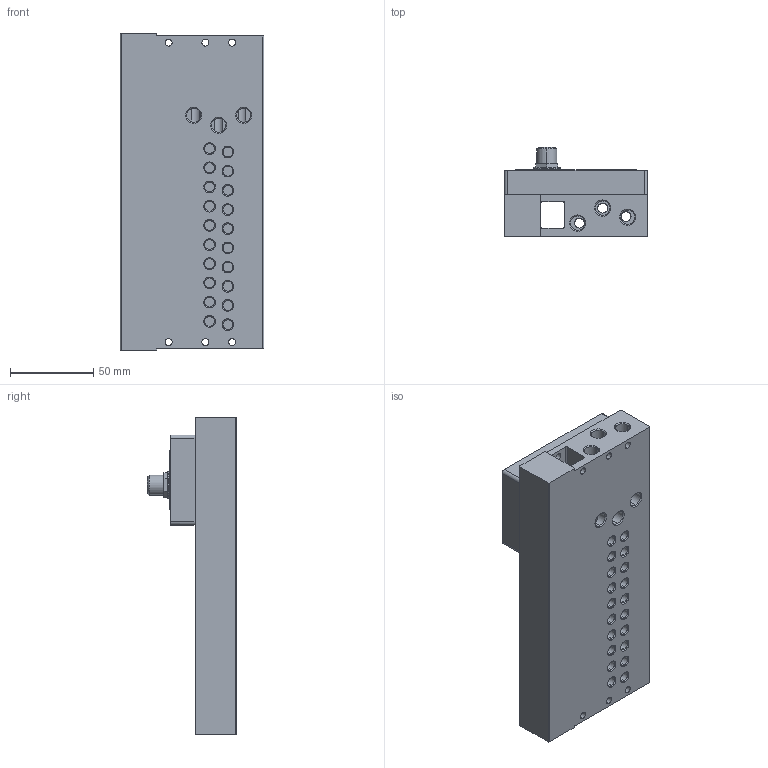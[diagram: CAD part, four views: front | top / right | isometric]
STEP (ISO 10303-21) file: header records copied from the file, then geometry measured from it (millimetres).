
FILE_DESCRIPTION (( 'STEP AP203' ), '1' );
FILE_NAME ('ES1VB-10F-M7LK32.STEP', '2022-07-27T11:24:24', ( '' ), ( '' ), 'SwSTEP 2.0', 'SolidWorks 2022', '' );
FILE_SCHEMA (( 'CONFIG_CONTROL_DESIGN' ));
Length unit declared in the file: millimetre
Products named in the file (1): ES1VB-10F-M7LK32
Bounding box: 86 x 53.6 x 190 mm (x, y, z)
Volume: 406633.5 mm3; surface area: 78134.1 mm2
Topology: 1 solids, 1 shells, 377 faces, 874 edges, 558 vertices
Faces by surface type: cylinder 166, cone 102, plane 97, bspline 12
Entity records: 11235 total; most frequent: CARTESIAN_POINT 2146, DIRECTION 2076, ORIENTED_EDGE 1748, EDGE_CURVE 874, AXIS2_PLACEMENT_3D 860, VERTEX_POINT 558, CIRCLE 494, EDGE_LOOP 466
